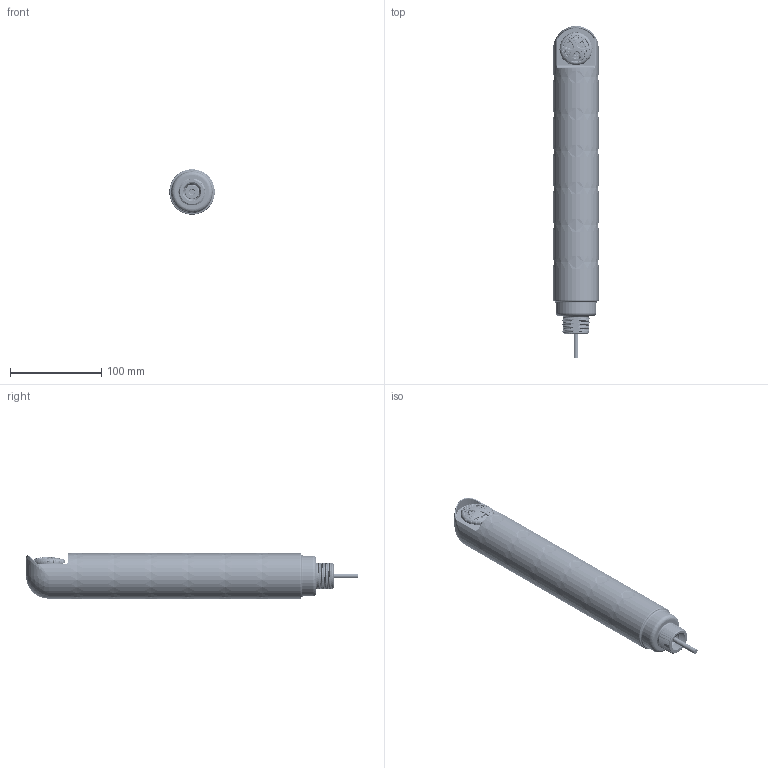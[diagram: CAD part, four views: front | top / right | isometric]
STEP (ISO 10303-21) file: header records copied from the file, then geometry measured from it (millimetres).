
FILE_DESCRIPTION((''),'2;1');
FILE_NAME('175263_ASM','2013-10-02T',('pdmadmin'),(''),'PRO/ENGINEER BY PARAMETRIC TECHNOLOGY CORPORATION, 2012300','PRO/ENGINEER BY PARAMETRIC TECHNOLOGY CORPORATION, 2012300','');
FILE_SCHEMA(('CONFIG_CONTROL_DESIGN'));
Products named in the file (17): 140410; 140412; 140427; 151268; 143956_ASM; 153229; 62676; 62677; CABLE_215; 153843_MAIN_BODY; 153843_M100PIEZO; 153843_WIRES; 153843_GASKET; 153843_NUT; 153843_VOLUME_ADJUST; 153843_ASM; 175263_ASM
Assembly tree (22 placements, depth 3):
  175263_ASM
    140410
    143956_ASM  x6
      140412
      140427
      151268
    153229
    62676
    62677
    CABLE_215
    153843_ASM
      153843_MAIN_BODY
      153843_M100PIEZO
      153843_WIRES
      153843_GASKET
      153843_NUT
      153843_VOLUME_ADJUST
    153843_VOLUME_ADJUST
Bounding box: 50 x 364.4 x 50 mm (x, y, z)
Volume: 221387.4 mm3; surface area: 245730.1 mm2
Topology: 29 solids, 111 shells, 5121 faces, 14089 edges, 9126 vertices
Faces by surface type: plane 1786, bspline 1265, cylinder 1105, torus 430, cone 412, sphere 48, extrusion 45, revolution 30
Entity records: 234733 total; most frequent: CARTESIAN_POINT 177100, ORIENTED_EDGE 13098, DIRECTION 10032, EDGE_CURVE 6790, VERTEX_POINT 4392, AXIS2_PLACEMENT_3D 3809, EDGE_LOOP 2566, B_SPLINE_CURVE_WITH_KNOTS 2499
